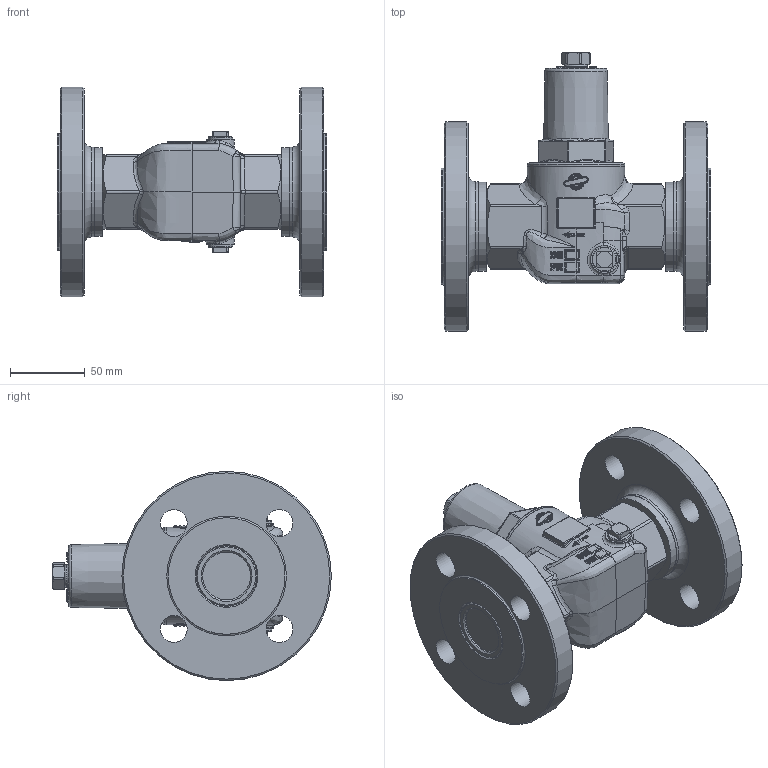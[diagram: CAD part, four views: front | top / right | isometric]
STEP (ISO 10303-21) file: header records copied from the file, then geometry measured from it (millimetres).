
FILE_DESCRIPTION(/* description */ (''),/* implementation_level */ '2;1');
FILE_NAME(/* name */ '087805.stp',/* time_stamp */ '2015-10-22T19:55:37+02:00',/* author */ ('powierski'),/* organization */ (''),/* preprocessor_version */ 'ST-DEVELOPER v15.6',/* originating_system */ 'Autodesk Inventor 2015',/* authorisation */ '');
FILE_SCHEMA (('AUTOMOTIVE_DESIGN { 1 0 10303 214 3 1 1 }'));
Products named in the file (1): 087805_step
Bounding box: 180 x 186.28 x 140 mm (x, y, z)
Volume: 1067929.7 mm3; surface area: 120212.9 mm2
Topology: 1 solids, 3 shells, 806 faces, 2071 edges, 1302 vertices
Faces by surface type: bspline 396, plane 187, cylinder 124, cone 50, torus 35, sphere 14
Full cylindrical faces by diameter (mm): 2 x1, 10 x1, 10.2 x1, 15 x1, 16.5 x2, 18 x8, 32 x2, 59.5 x2, 60 x2, 65 x1, 78 x2, 140 x2
Entity records: 39160 total; most frequent: CARTESIAN_POINT 22186, ORIENTED_EDGE 3952, DIRECTION 2194, EDGE_CURVE 1976, VERTEX_POINT 1268, B_SPLINE_CURVE_WITH_KNOTS 1051, EDGE_LOOP 914, AXIS2_PLACEMENT_3D 902
